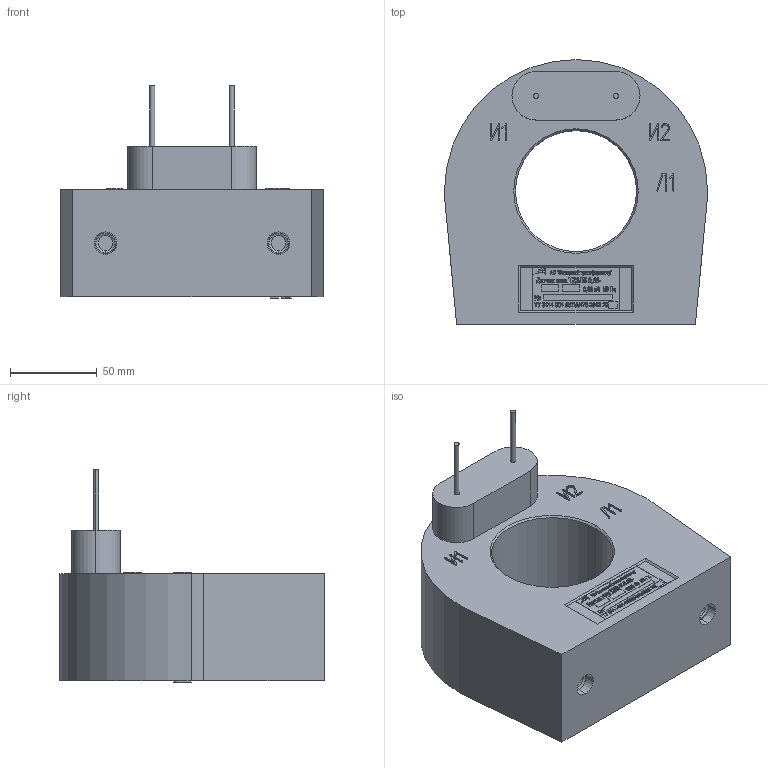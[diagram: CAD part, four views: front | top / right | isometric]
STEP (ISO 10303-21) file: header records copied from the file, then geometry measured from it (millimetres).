
FILE_DESCRIPTION (( 'STEP AP214' ), '1' );
FILE_NAME ('ﾒﾄﾇﾋﾊ-0,66-ﾏ (ﾌﾏ).STEP', '2023-07-17T03:56:40', ( '' ), ( '' ), 'SwSTEP 2.0', 'SolidWorks 2014', '' );
FILE_SCHEMA (( 'AUTOMOTIVE_DESIGN' ));
Length unit declared in the file: millimetre
Products named in the file (10): Âèíò DIN 7985_Œ6å10; ﾘ琺矜 DIN 127 B_6; ﾘ琺矜 DIN 125 ﾀ_6.01.019; ÂÅÈÓ.754312.161 Òàáëè÷êà íà äàò÷èê òîêà ÒÄÇËÊ-0,66; ����.671271.001 ������ ������� ���� ����������������� � ��������_�����-0,66-�; Ãàéêà øåñòèãðàííàÿ DIN 934_10; ��������^����.671271.001 ������ ������� ���� ����������������� � ��������_�����-0,66-�; ÂÅÈÓ.684419.004 Ìàãíèòîïðîâîä ñ îáìîòêîé_-01 ’„‡‹Š-0,66; ÂÅÈÓ.758414.001 Ãàéêà êîíòàêòíàÿ_-01; ﾒﾄﾇﾋﾊ-0,66-ﾏ (ﾌﾏ)
Assembly tree (14 placements, depth 4):
  ﾒﾄﾇﾋﾊ-0,66-ﾏ (ﾌﾏ)
    ����.671271.001 ������ ������� ���� ����������������� � ��������_�����-0,66-�
      ÂÅÈÓ.684419.004 Ìàãíèòîïðîâîä ñ îáìîòêîé_-01 ’„‡‹Š-0,66
        ÂÅÈÓ.758414.001 Ãàéêà êîíòàêòíàÿ_-01  x2
      ��������^����.671271.001 ������ ������� ���� ����������������� � ��������_�����-0,66-�
      Ãàéêà øåñòèãðàííàÿ DIN 934_10  x2
    ÂÅÈÓ.754312.161 Òàáëè÷êà íà äàò÷èê òîêà ÒÄÇËÊ-0,66
    ﾘ琺矜 DIN 125 ﾀ_6.01.019  x2
    ﾘ琺矜 DIN 127 B_6  x2
    Âèíò DIN 7985_Œ6å10  x2
Bounding box: 152 x 153 x 122.8 mm (x, y, z)
Volume: 1065921.3 mm3; surface area: 93882.3 mm2
Topology: 14 solids, 16 shells, 1551 faces, 4055 edges, 2690 vertices
Faces by surface type: plane 831, bspline 608, cylinder 60, cone 40, torus 12
Entity records: 86945 total; most frequent: CARTESIAN_POINT 41628, ORIENTED_EDGE 7738, DIRECTION 4491, EDGE_CURVE 3869, VERTEX_POINT 2572, LINE 2501, VECTOR 2501, EDGE_LOOP 1629
